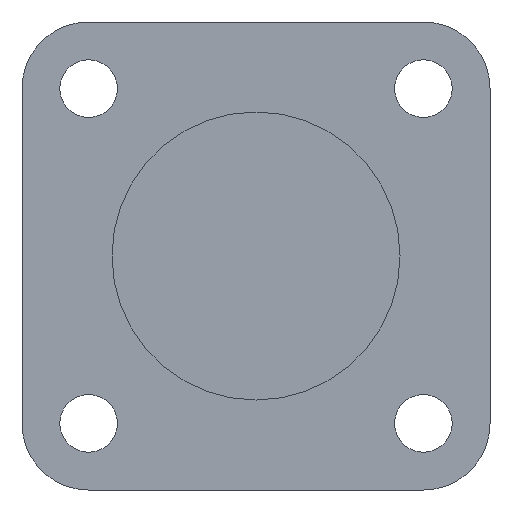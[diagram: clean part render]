
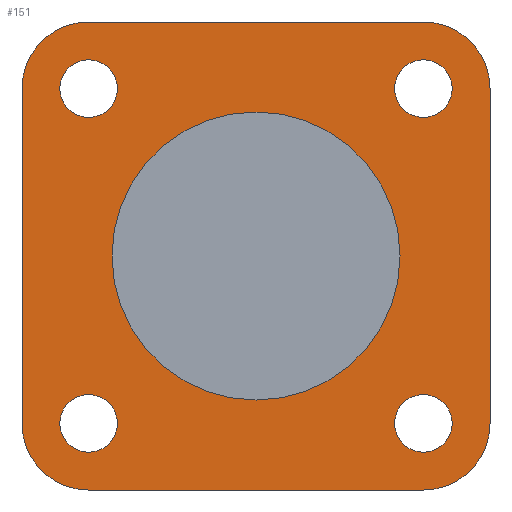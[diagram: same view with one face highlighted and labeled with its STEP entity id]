
A CAD part, left-side view. The second image highlights one B-rep face of the part: STEP entity #151.
In plain terms, the highlighted planar face has unit normal (-1, 0, 0).
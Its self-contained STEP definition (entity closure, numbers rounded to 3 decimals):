
#151 = ADVANCED_FACE( '', ( #311, #312, #313, #314, #315, #316 ), #317, .F. );
#311 = FACE_BOUND( '', #475, .T. );
#312 = FACE_BOUND( '', #476, .T. );
#313 = FACE_BOUND( '', #477, .T. );
#314 = FACE_BOUND( '', #478, .T. );
#315 = FACE_BOUND( '', #479, .T. );
#316 = FACE_OUTER_BOUND( '', #480, .T. );
#317 = PLANE( '', #481 );
#475 = EDGE_LOOP( '', ( #753 ) );
#476 = EDGE_LOOP( '', ( #754 ) );
#477 = EDGE_LOOP( '', ( #755 ) );
#478 = EDGE_LOOP( '', ( #756 ) );
#479 = EDGE_LOOP( '', ( #757 ) );
#480 = EDGE_LOOP( '', ( #758, #759, #760, #761, #762, #763, #764, #765 ) );
#481 = AXIS2_PLACEMENT_3D( '', #766, #767, #768 );
#753 = ORIENTED_EDGE( '', *, *, #897, .T. );
#754 = ORIENTED_EDGE( '', *, *, #948, .T. );
#755 = ORIENTED_EDGE( '', *, *, #877, .T. );
#756 = ORIENTED_EDGE( '', *, *, #874, .T. );
#757 = ORIENTED_EDGE( '', *, *, #941, .T. );
#758 = ORIENTED_EDGE( '', *, *, #883, .F. );
#759 = ORIENTED_EDGE( '', *, *, #949, .F. );
#760 = ORIENTED_EDGE( '', *, *, #852, .F. );
#761 = ORIENTED_EDGE( '', *, *, #907, .F. );
#762 = ORIENTED_EDGE( '', *, *, #839, .F. );
#763 = ORIENTED_EDGE( '', *, *, #950, .F. );
#764 = ORIENTED_EDGE( '', *, *, #867, .F. );
#765 = ORIENTED_EDGE( '', *, *, #927, .F. );
#766 = CARTESIAN_POINT( '', ( 0., 23.25, 23.25 ) );
#767 = DIRECTION( '', ( 1., 0., 0. ) );
#768 = DIRECTION( '', ( 0., 0., -1. ) );
#839 = EDGE_CURVE( '', #961, #962, #963, .T. );
#852 = EDGE_CURVE( '', #985, #986, #987, .T. );
#867 = EDGE_CURVE( '', #1012, #1013, #1014, .T. );
#874 = EDGE_CURVE( '', #1025, #1025, #1026, .T. );
#877 = EDGE_CURVE( '', #1030, #1030, #1031, .T. );
#883 = EDGE_CURVE( '', #1039, #1040, #1041, .T. );
#897 = EDGE_CURVE( '', #1062, #1062, #1063, .T. );
#907 = EDGE_CURVE( '', #962, #985, #1077, .T. );
#927 = EDGE_CURVE( '', #1040, #1012, #1104, .T. );
#941 = EDGE_CURVE( '', #1122, #1122, #1123, .T. );
#948 = EDGE_CURVE( '', #1130, #1130, #1131, .T. );
#949 = EDGE_CURVE( '', #986, #1039, #1132, .T. );
#950 = EDGE_CURVE( '', #1013, #961, #1133, .T. );
#961 = VERTEX_POINT( '', #1145 );
#962 = VERTEX_POINT( '', #1146 );
#963 = CIRCLE( '', #1147, 9.25 );
#985 = VERTEX_POINT( '', #1175 );
#986 = VERTEX_POINT( '', #1176 );
#987 = CIRCLE( '', #1177, 9.25 );
#1012 = VERTEX_POINT( '', #1207 );
#1013 = VERTEX_POINT( '', #1208 );
#1014 = CIRCLE( '', #1209, 9.25 );
#1025 = VERTEX_POINT( '', #1223 );
#1026 = CIRCLE( '', #1224, 4. );
#1030 = VERTEX_POINT( '', #1228 );
#1031 = CIRCLE( '', #1229, 4. );
#1039 = VERTEX_POINT( '', #1239 );
#1040 = VERTEX_POINT( '', #1240 );
#1041 = CIRCLE( '', #1241, 9.25 );
#1062 = VERTEX_POINT( '', #1268 );
#1063 = CIRCLE( '', #1269, 20. );
#1077 = LINE( '', #1286, #1287 );
#1104 = LINE( '', #1321, #1322 );
#1122 = VERTEX_POINT( '', #1345 );
#1123 = CIRCLE( '', #1346, 4. );
#1130 = VERTEX_POINT( '', #1355 );
#1131 = CIRCLE( '', #1356, 4. );
#1132 = LINE( '', #1357, #1358 );
#1133 = LINE( '', #1359, #1360 );
#1145 = CARTESIAN_POINT( '', ( 0., -32.5, -23.25 ) );
#1146 = CARTESIAN_POINT( '', ( 0., -23.25, -32.5 ) );
#1147 = AXIS2_PLACEMENT_3D( '', #1372, #1373, #1374 );
#1175 = CARTESIAN_POINT( '', ( 0., 23.25, -32.5 ) );
#1176 = CARTESIAN_POINT( '', ( 0., 32.5, -23.25 ) );
#1177 = AXIS2_PLACEMENT_3D( '', #1393, #1394, #1395 );
#1207 = CARTESIAN_POINT( '', ( 0., -23.25, 32.5 ) );
#1208 = CARTESIAN_POINT( '', ( 0., -32.5, 23.25 ) );
#1209 = AXIS2_PLACEMENT_3D( '', #1419, #1420, #1421 );
#1223 = CARTESIAN_POINT( '', ( 0., -23.25, -27.25 ) );
#1224 = AXIS2_PLACEMENT_3D( '', #1431, #1432, #1433 );
#1228 = CARTESIAN_POINT( '', ( 0., -23.25, 19.25 ) );
#1229 = AXIS2_PLACEMENT_3D( '', #1437, #1438, #1439 );
#1239 = CARTESIAN_POINT( '', ( 0., 32.5, 23.25 ) );
#1240 = CARTESIAN_POINT( '', ( 0., 23.25, 32.5 ) );
#1241 = AXIS2_PLACEMENT_3D( '', #1445, #1446, #1447 );
#1268 = CARTESIAN_POINT( '', ( 0., 0., -20. ) );
#1269 = AXIS2_PLACEMENT_3D( '', #1466, #1467, #1468 );
#1286 = CARTESIAN_POINT( '', ( 0., -23.25, -32.5 ) );
#1287 = VECTOR( '', #1478, 1000. );
#1321 = CARTESIAN_POINT( '', ( 0., 23.25, 32.5 ) );
#1322 = VECTOR( '', #1501, 1000. );
#1345 = CARTESIAN_POINT( '', ( 0., 23.25, 19.25 ) );
#1346 = AXIS2_PLACEMENT_3D( '', #1513, #1514, #1515 );
#1355 = CARTESIAN_POINT( '', ( 0., 23.25, -27.25 ) );
#1356 = AXIS2_PLACEMENT_3D( '', #1521, #1522, #1523 );
#1357 = CARTESIAN_POINT( '', ( 0., 32.5, -23.25 ) );
#1358 = VECTOR( '', #1524, 1000. );
#1359 = CARTESIAN_POINT( '', ( 0., -32.5, 23.25 ) );
#1360 = VECTOR( '', #1525, 1000. );
#1372 = CARTESIAN_POINT( '', ( 0., -23.25, -23.25 ) );
#1373 = DIRECTION( '', ( 1., 0., 0. ) );
#1374 = DIRECTION( '', ( 0., 0., -1. ) );
#1393 = CARTESIAN_POINT( '', ( 0., 23.25, -23.25 ) );
#1394 = DIRECTION( '', ( 1., 0., 0. ) );
#1395 = DIRECTION( '', ( 0., 0., -1. ) );
#1419 = CARTESIAN_POINT( '', ( 0., -23.25, 23.25 ) );
#1420 = DIRECTION( '', ( 1., 0., 0. ) );
#1421 = DIRECTION( '', ( 0., 0., -1. ) );
#1431 = CARTESIAN_POINT( '', ( 0., -23.25, -23.25 ) );
#1432 = DIRECTION( '', ( 1., 0., 0. ) );
#1433 = DIRECTION( '', ( 0., 0., -1. ) );
#1437 = CARTESIAN_POINT( '', ( 0., -23.25, 23.25 ) );
#1438 = DIRECTION( '', ( 1., 0., 0. ) );
#1439 = DIRECTION( '', ( 0., 0., -1. ) );
#1445 = CARTESIAN_POINT( '', ( 0., 23.25, 23.25 ) );
#1446 = DIRECTION( '', ( 1., 0., 0. ) );
#1447 = DIRECTION( '', ( 0., 0., -1. ) );
#1466 = CARTESIAN_POINT( '', ( 0., 0., 0. ) );
#1467 = DIRECTION( '', ( 1., 0., 0. ) );
#1468 = DIRECTION( '', ( 0., 0., -1. ) );
#1478 = DIRECTION( '', ( 0., 1., 0. ) );
#1501 = DIRECTION( '', ( 0., -1., 0. ) );
#1513 = CARTESIAN_POINT( '', ( 0., 23.25, 23.25 ) );
#1514 = DIRECTION( '', ( 1., 0., 0. ) );
#1515 = DIRECTION( '', ( 0., 0., -1. ) );
#1521 = CARTESIAN_POINT( '', ( 0., 23.25, -23.25 ) );
#1522 = DIRECTION( '', ( 1., 0., 0. ) );
#1523 = DIRECTION( '', ( 0., 0., -1. ) );
#1524 = DIRECTION( '', ( 0., 0., 1. ) );
#1525 = DIRECTION( '', ( 0., 0., -1. ) );
